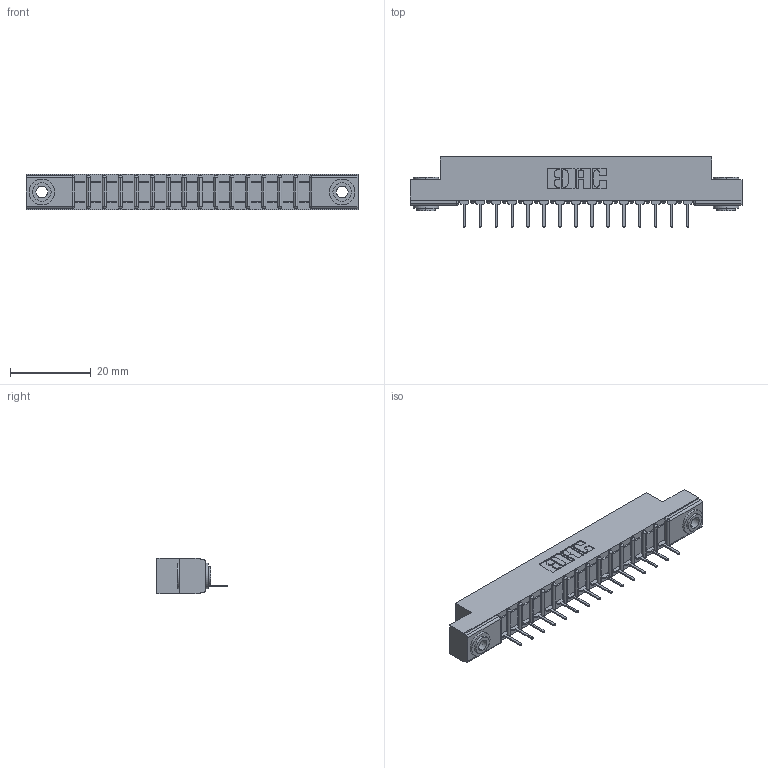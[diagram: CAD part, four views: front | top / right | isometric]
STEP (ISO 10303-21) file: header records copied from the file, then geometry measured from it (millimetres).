
FILE_DESCRIPTION (( 'STEP AP203' ), '1' );
FILE_NAME ('307-015-431-103.STEP', '2020-09-25T16:46:53', ( '' ), ( '' ), 'SwSTEP 2.0', 'SolidWorks 2020', '' );
FILE_SCHEMA (( 'CONFIG_CONTROL_DESIGN' ));
Length unit declared in the file: inch
Products named in the file (4): 307-015-431-103; 307-290-001_531; 345-250-002_345-250-002-102; 307 Part_.156 Dia Mounting Holes
Assembly tree (18 placements, depth 2):
  307-015-431-103
    307 Part_.156 Dia Mounting Holes
    307-290-001_531  x15
    345-250-002_345-250-002-102  x2
Bounding box: 82.45 x 17.42 x 8.71 mm (x, y, z)
Volume: 5196.7 mm3; surface area: 7892.9 mm2
Topology: 18 solids, 18 shells, 1026 faces, 2865 edges, 1842 vertices
Faces by surface type: plane 649, cylinder 337, sphere 32, cone 8
Entity records: 17221 total; most frequent: CARTESIAN_POINT 2869, ORIENTED_EDGE 2846, DIRECTION 2821, EDGE_CURVE 1423, VECTOR 1073, LINE 1073, VERTEX_POINT 922, AXIS2_PLACEMENT_3D 874
